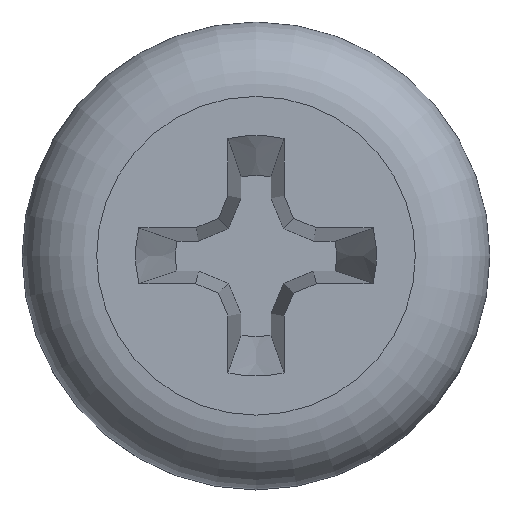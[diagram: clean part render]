
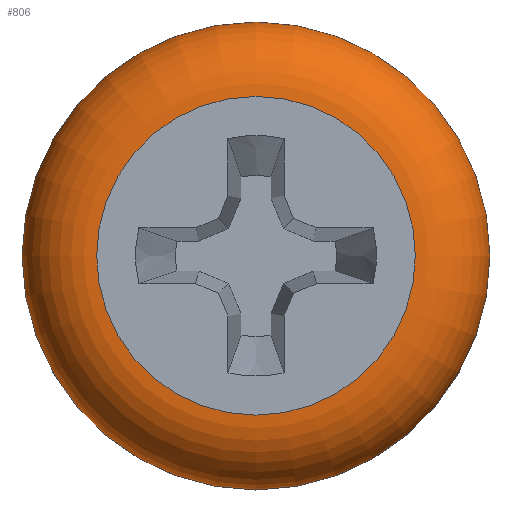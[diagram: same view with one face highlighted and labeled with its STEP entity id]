
A CAD part, top view. The second image highlights one B-rep face of the part: STEP entity #806.
In plain terms, the highlighted toroidal (fillet/blend) face has major radius 6.812 mm and minor radius 3.188 mm.
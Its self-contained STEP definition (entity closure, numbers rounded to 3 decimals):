
#40=TOROIDAL_SURFACE('',#878,6.813,3.188);
#71=FACE_OUTER_BOUND('',#115,.T.);
#115=EDGE_LOOP('',(#596,#597,#598,#599,#600,#601,#602));
#153=CIRCLE('',#879,10.);
#154=CIRCLE('',#880,10.);
#155=CIRCLE('',#881,3.188);
#156=CIRCLE('',#882,6.813);
#157=CIRCLE('',#883,6.813);
#158=CIRCLE('',#884,10.);
#358=VERTEX_POINT('',#4351);
#359=VERTEX_POINT('',#4352);
#360=VERTEX_POINT('',#4354);
#361=VERTEX_POINT('',#4356);
#362=VERTEX_POINT('',#4358);
#457=EDGE_CURVE('',#358,#359,#153,.T.);
#458=EDGE_CURVE('',#360,#358,#154,.T.);
#459=EDGE_CURVE('',#360,#361,#155,.T.);
#460=EDGE_CURVE('',#361,#362,#156,.T.);
#461=EDGE_CURVE('',#362,#361,#157,.T.);
#462=EDGE_CURVE('',#359,#360,#158,.T.);
#596=ORIENTED_EDGE('',*,*,#457,.F.);
#597=ORIENTED_EDGE('',*,*,#458,.F.);
#598=ORIENTED_EDGE('',*,*,#459,.T.);
#599=ORIENTED_EDGE('',*,*,#460,.T.);
#600=ORIENTED_EDGE('',*,*,#461,.T.);
#601=ORIENTED_EDGE('',*,*,#459,.F.);
#602=ORIENTED_EDGE('',*,*,#462,.F.);
#806=ADVANCED_FACE('',(#71),#40,.T.);
#878=AXIS2_PLACEMENT_3D('',#4350,#981,#982);
#879=AXIS2_PLACEMENT_3D('',#4353,#983,#984);
#880=AXIS2_PLACEMENT_3D('',#4355,#985,#986);
#881=AXIS2_PLACEMENT_3D('',#4357,#987,#988);
#882=AXIS2_PLACEMENT_3D('',#4359,#989,#990);
#883=AXIS2_PLACEMENT_3D('',#4360,#991,#992);
#884=AXIS2_PLACEMENT_3D('',#4361,#993,#994);
#981=DIRECTION('center_axis',(0.,0.,-1.));
#982=DIRECTION('ref_axis',(0.,1.,0.));
#983=DIRECTION('center_axis',(0.,0.,-1.));
#984=DIRECTION('ref_axis',(0.,1.,0.));
#985=DIRECTION('center_axis',(0.,0.,-1.));
#986=DIRECTION('ref_axis',(0.,1.,0.));
#987=DIRECTION('center_axis',(-1.,0.,0.));
#988=DIRECTION('ref_axis',(0.,-1.,0.));
#989=DIRECTION('center_axis',(0.,0.,-1.));
#990=DIRECTION('ref_axis',(0.,1.,0.));
#991=DIRECTION('center_axis',(0.,0.,-1.));
#992=DIRECTION('ref_axis',(0.,1.,0.));
#993=DIRECTION('center_axis',(0.,0.,-1.));
#994=DIRECTION('ref_axis',(0.,1.,0.));
#4350=CARTESIAN_POINT('Origin',(0.,0.,4.313));
#4351=CARTESIAN_POINT('',(-10.,0.,4.313));
#4352=CARTESIAN_POINT('',(10.,0.,4.313));
#4353=CARTESIAN_POINT('Origin',(0.,0.,4.313));
#4354=CARTESIAN_POINT('',(0.,-10.,4.313));
#4355=CARTESIAN_POINT('Origin',(0.,0.,4.313));
#4356=CARTESIAN_POINT('',(0.,-6.813,7.5));
#4357=CARTESIAN_POINT('Origin',(0.,-6.813,4.313));
#4358=CARTESIAN_POINT('',(0.,6.813,7.5));
#4359=CARTESIAN_POINT('Origin',(0.,0.,7.5));
#4360=CARTESIAN_POINT('Origin',(0.,0.,7.5));
#4361=CARTESIAN_POINT('Origin',(0.,0.,4.313));
